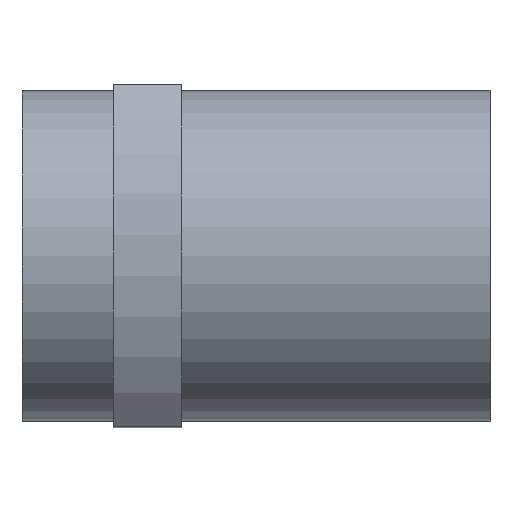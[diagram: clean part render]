
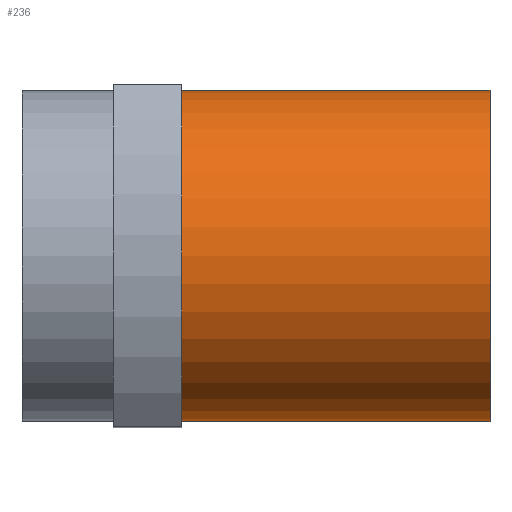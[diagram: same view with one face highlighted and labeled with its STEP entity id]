
A CAD part, top view. The second image highlights one B-rep face of the part: STEP entity #236.
In plain terms, the highlighted cylindrical face has radius 29 mm (diameter 58 mm), a full revolution.
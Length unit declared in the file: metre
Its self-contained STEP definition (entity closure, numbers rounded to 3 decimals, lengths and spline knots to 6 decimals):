
#15=CYLINDRICAL_SURFACE('',#282,0.029);
#69=ORIENTED_EDGE('',*,*,#114,.T.);
#70=ORIENTED_EDGE('',*,*,#93,.F.);
#93=EDGE_CURVE('',#119,#119,#141,.T.);
#114=EDGE_CURVE('',#136,#136,#154,.T.);
#119=VERTEX_POINT('',#377);
#136=VERTEX_POINT('',#421);
#141=CIRCLE('',#262,0.029);
#154=CIRCLE('',#281,0.029);
#175=EDGE_LOOP('',(#69));
#176=EDGE_LOOP('',(#70));
#209=FACE_BOUND('',#175,.T.);
#210=FACE_BOUND('',#176,.T.);
#236=ADVANCED_FACE('',(#209,#210),#15,.T.);
#262=AXIS2_PLACEMENT_3D('',#376,#302,#303);
#281=AXIS2_PLACEMENT_3D('',#420,#348,#349);
#282=AXIS2_PLACEMENT_3D('',#422,#350,#351);
#302=DIRECTION('',(-1.,0.,0.));
#303=DIRECTION('',(0.,0.,1.));
#348=DIRECTION('',(-1.,0.,0.));
#349=DIRECTION('',(0.,0.,1.));
#350=DIRECTION('',(-1.,0.,0.));
#351=DIRECTION('',(0.,0.,1.));
#376=CARTESIAN_POINT('',(0.003,0.,0.));
#377=CARTESIAN_POINT('',(0.003,0.,0.029));
#420=CARTESIAN_POINT('',(0.057,0.,0.));
#421=CARTESIAN_POINT('',(0.057,0.,0.029));
#422=CARTESIAN_POINT('',(0.078892,0.,0.));
